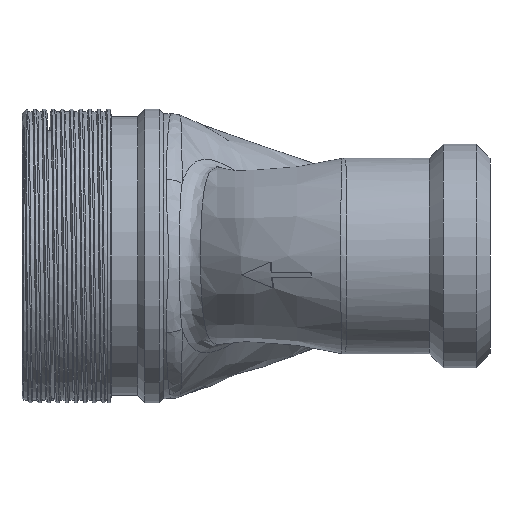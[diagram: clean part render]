
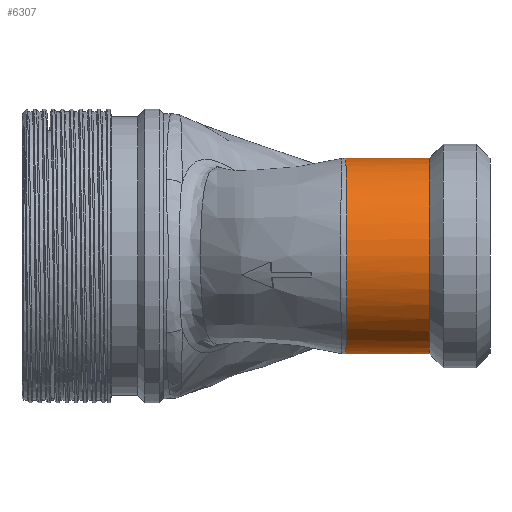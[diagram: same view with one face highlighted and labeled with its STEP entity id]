
A CAD part, left-side view. The second image highlights one B-rep face of the part: STEP entity #6307.
In plain terms, the highlighted cylindrical face has radius 13.385 mm (diameter 26.77 mm), a full revolution.
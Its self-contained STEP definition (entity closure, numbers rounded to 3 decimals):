
#307=CIRCLE('',#6650,13.385);
#308=CIRCLE('',#6651,13.385);
#855=FACE_OUTER_BOUND('',#1233,.T.);
#1233=EDGE_LOOP('',(#5280,#5281,#5282,#5283,#5284,#5285));
#1734=B_SPLINE_CURVE_WITH_KNOTS('',3,(#16378,#16379,#16380,#16381,#16382,
#16383,#16384,#16385,#16386,#16387,#16388),.UNSPECIFIED.,.F.,.F.,(4,1,1,
1,1,1,1,1,4),(-3.142,-2.693,-2.244,-1.795,
-1.346,-1.047,-0.449,-0.15,
0.),.UNSPECIFIED.);
#1735=B_SPLINE_CURVE_WITH_KNOTS('',3,(#16389,#16390,#16391,#16392,#16393,
#16394,#16395,#16396,#16397,#16398),.UNSPECIFIED.,.F.,.F.,(4,1,1,1,1,1,
1,4),(0.,0.449,0.748,1.346,
1.646,2.244,2.693,3.142),
 .UNSPECIFIED.);
#2006=LINE('',#16623,#2301);
#2301=VECTOR('',#7551,13.385);
#2845=VERTEX_POINT('',#16375);
#2846=VERTEX_POINT('',#16377);
#2848=VERTEX_POINT('',#16622);
#2849=VERTEX_POINT('',#16624);
#3704=EDGE_CURVE('',#2845,#2846,#1734,.T.);
#3705=EDGE_CURVE('',#2846,#2845,#1735,.T.);
#3709=EDGE_CURVE('',#2846,#2848,#2006,.T.);
#3710=EDGE_CURVE('',#2848,#2849,#307,.T.);
#3711=EDGE_CURVE('',#2849,#2848,#308,.T.);
#5280=ORIENTED_EDGE('',*,*,#3704,.F.);
#5281=ORIENTED_EDGE('',*,*,#3705,.F.);
#5282=ORIENTED_EDGE('',*,*,#3709,.T.);
#5283=ORIENTED_EDGE('',*,*,#3710,.T.);
#5284=ORIENTED_EDGE('',*,*,#3711,.T.);
#5285=ORIENTED_EDGE('',*,*,#3709,.F.);
#6032=CYLINDRICAL_SURFACE('',#6649,13.385);
#6307=ADVANCED_FACE('',(#855),#6032,.T.);
#6649=AXIS2_PLACEMENT_3D('',#16621,#7549,#7550);
#6650=AXIS2_PLACEMENT_3D('',#16625,#7552,#7553);
#6651=AXIS2_PLACEMENT_3D('',#16626,#7554,#7555);
#7549=DIRECTION('center_axis',(0.,1.,0.));
#7550=DIRECTION('ref_axis',(-1.,0.,0.));
#7551=DIRECTION('',(0.,-1.,0.));
#7552=DIRECTION('center_axis',(0.,1.,0.));
#7553=DIRECTION('ref_axis',(-1.,0.,0.));
#7554=DIRECTION('center_axis',(0.,1.,0.));
#7555=DIRECTION('ref_axis',(-1.,0.,0.));
#16375=CARTESIAN_POINT('',(-30.191,19.59,0.));
#16377=CARTESIAN_POINT('',(-3.421,19.917,0.));
#16378=CARTESIAN_POINT('Ctrl Pts',(-30.191,19.59,0.));
#16379=CARTESIAN_POINT('Ctrl Pts',(-30.191,19.59,2.002));
#16380=CARTESIAN_POINT('Ctrl Pts',(-29.277,19.601,6.007));
#16381=CARTESIAN_POINT('Ctrl Pts',(-25.437,19.648,10.822));
#16382=CARTESIAN_POINT('Ctrl Pts',(-19.884,19.716,13.497));
#16383=CARTESIAN_POINT('Ctrl Pts',(-14.414,19.783,13.493));
#16384=CARTESIAN_POINT('Ctrl Pts',(-8.75,19.852,11.276));
#16385=CARTESIAN_POINT('Ctrl Pts',(-4.961,19.898,7.194));
#16386=CARTESIAN_POINT('Ctrl Pts',(-3.565,19.915,2.669));
#16387=CARTESIAN_POINT('Ctrl Pts',(-3.421,19.917,0.667));
#16388=CARTESIAN_POINT('Ctrl Pts',(-3.423,19.917,0.));
#16389=CARTESIAN_POINT('Ctrl Pts',(-3.423,19.917,0.));
#16390=CARTESIAN_POINT('Ctrl Pts',(-3.428,19.917,-2.002));
#16391=CARTESIAN_POINT('Ctrl Pts',(-4.178,19.908,-5.335));
#16392=CARTESIAN_POINT('Ctrl Pts',(-7.609,19.866,-10.364));
#16393=CARTESIAN_POINT('Ctrl Pts',(-12.428,19.808,-13.149));
#16394=CARTESIAN_POINT('Ctrl Pts',(-19.173,19.725,-13.654));
#16395=CARTESIAN_POINT('Ctrl Pts',(-25.01,19.653,-11.369));
#16396=CARTESIAN_POINT('Ctrl Pts',(-29.277,19.601,-6.));
#16397=CARTESIAN_POINT('Ctrl Pts',(-30.191,19.59,-2.002));
#16398=CARTESIAN_POINT('Ctrl Pts',(-30.191,19.59,0.));
#16621=CARTESIAN_POINT('Origin',(-16.806,10.,0.));
#16622=CARTESIAN_POINT('',(-3.421,8.277,0.));
#16623=CARTESIAN_POINT('',(-3.421,10.,0.));
#16624=CARTESIAN_POINT('',(-30.191,8.277,0.));
#16625=CARTESIAN_POINT('Origin',(-16.806,8.277,0.));
#16626=CARTESIAN_POINT('Origin',(-16.806,8.277,0.));
